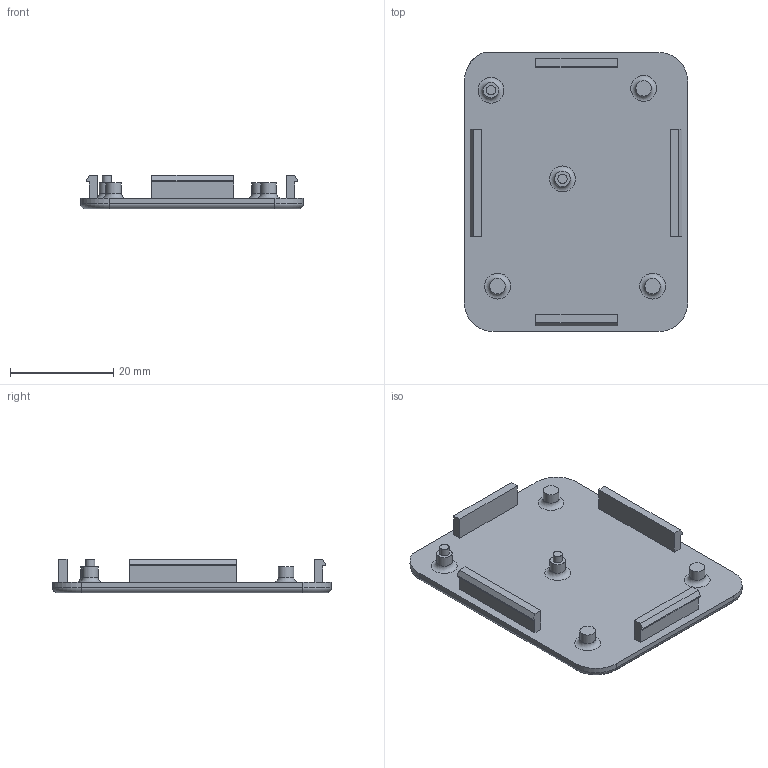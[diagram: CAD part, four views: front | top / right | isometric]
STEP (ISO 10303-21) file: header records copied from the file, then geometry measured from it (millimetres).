
FILE_DESCRIPTION(/* description */ ('','CAx-IF Rec.Pracs.---Representation and Presentation of Product Manufacturing Information (PMI)---4.0---2014-10-13'),/* implementation_level */ '2;1');
FILE_NAME(/* name */ 'Palm_4.step',/* time_stamp */ '2025-02-11T18:06:08+08:00',/* author */ (''),/* organization */ (''),/* preprocessor_version */ 'ST-DEVELOPER v20',/* originating_system */ 'Autodesk Translation Framework v13.20.0.188',/* authorisation */ '');
FILE_SCHEMA (('AP242_MANAGED_MODEL_BASED_3D_ENGINEERING_MIM_LF { 1 0 10303 442 1 1 4 }'));
Length unit declared in the file: millimetre
Products named in the file (1): 小底板下
Bounding box: 43.17 x 53.97 x 6.5 mm (x, y, z)
Volume: 5247.3 mm3; surface area: 5796.2 mm2
Topology: 1 solids, 1 shells, 73 faces, 166 edges, 106 vertices
Faces by surface type: plane 43, cylinder 20, torus 10
Full cylindrical faces by diameter (mm): 1.8 x2, 3 x5
Entity records: 2106 total; most frequent: DIRECTION 370, CARTESIAN_POINT 370, ORIENTED_EDGE 332, EDGE_CURVE 166, AXIS2_PLACEMENT_3D 132, LINE 106, VECTOR 106, VERTEX_POINT 106
